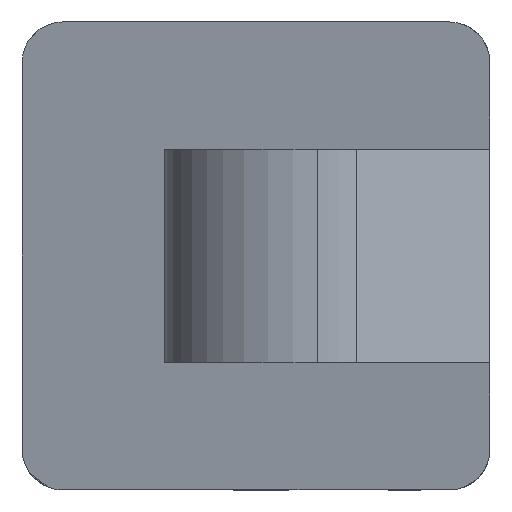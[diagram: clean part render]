
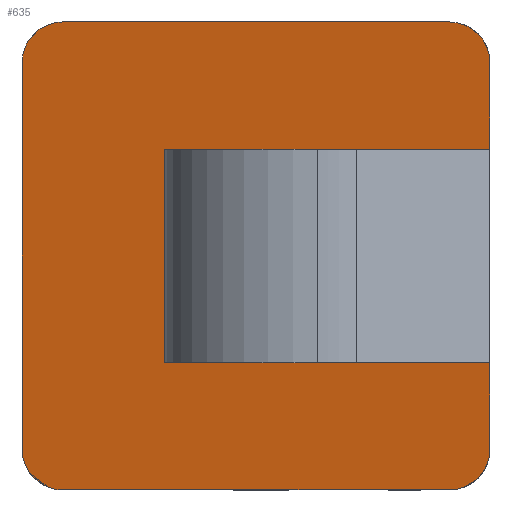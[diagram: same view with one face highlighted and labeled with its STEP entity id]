
A CAD part, left-side view. The second image highlights one B-rep face of the part: STEP entity #635.
In plain terms, the highlighted free-form (B-spline) face has degree [1, 1] with [2, 2] control points.
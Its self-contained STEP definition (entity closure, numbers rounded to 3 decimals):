
#222 = EDGE_CURVE('',#223,#225,#227,.T.);
#223 = VERTEX_POINT('',#224);
#224 = CARTESIAN_POINT('',(2.25,-1.455,2.578
    ));
#225 = VERTEX_POINT('',#226);
#226 = CARTESIAN_POINT('',(3.392,2.806,2.578)
  );
#227 = B_SPLINE_CURVE_WITH_KNOTS('',1,(#228,#229),.UNSPECIFIED.,.F.,.F.,
  (2,2),(0.526,5.524),.PIECEWISE_BEZIER_KNOTS.);
#228 = CARTESIAN_POINT('',(2.25,-1.455,2.578
    ));
#229 = CARTESIAN_POINT('',(3.392,2.806,2.578)
  );
#261 = VERTEX_POINT('',#262);
#262 = CARTESIAN_POINT('',(3.091,1.684,-1.177)
  );
#275 = VERTEX_POINT('',#276);
#276 = CARTESIAN_POINT('',(3.091,1.684,1.177)
  );
#281 = EDGE_CURVE('',#275,#261,#282,.T.);
#282 = B_SPLINE_CURVE_WITH_KNOTS('',1,(#283,#284),.UNSPECIFIED.,.F.,.F.,
  (2,2),(-0.,2.667),.PIECEWISE_BEZIER_KNOTS.);
#283 = CARTESIAN_POINT('',(3.091,1.684,1.177)
  );
#284 = CARTESIAN_POINT('',(3.091,1.684,-1.177)
  );
#346 = EDGE_CURVE('',#347,#349,#351,.T.);
#347 = VERTEX_POINT('',#348);
#348 = CARTESIAN_POINT('',(2.13,-1.903,-1.177
    ));
#349 = VERTEX_POINT('',#350);
#350 = CARTESIAN_POINT('',(2.13,-1.903,
    -2.13));
#351 = B_SPLINE_CURVE_WITH_KNOTS('',1,(#352,#353),.UNSPECIFIED.,.F.,.F.,
  (2,2),(4.255,5.334),.PIECEWISE_BEZIER_KNOTS.);
#352 = CARTESIAN_POINT('',(2.13,-1.903,-1.177
    ));
#353 = CARTESIAN_POINT('',(2.13,-1.903,
    -2.13));
#415 = VERTEX_POINT('',#416);
#416 = CARTESIAN_POINT('',(2.13,-1.903,2.13
    ));
#421 = EDGE_CURVE('',#415,#422,#424,.T.);
#422 = VERTEX_POINT('',#423);
#423 = CARTESIAN_POINT('',(2.13,-1.903,1.177)
  );
#424 = B_SPLINE_CURVE_WITH_KNOTS('',1,(#425,#426),.UNSPECIFIED.,.F.,.F.,
  (2,2),(0.508,1.588),.PIECEWISE_BEZIER_KNOTS.);
#425 = CARTESIAN_POINT('',(2.13,-1.903,2.13
    ));
#426 = CARTESIAN_POINT('',(2.13,-1.903,1.177)
  );
#484 = EDGE_CURVE('',#422,#275,#485,.T.);
#485 = B_SPLINE_CURVE_WITH_KNOTS('',1,(#486,#487),.UNSPECIFIED.,.F.,.F.,
  (2,2),(-1.458,2.749),.PIECEWISE_BEZIER_KNOTS.);
#486 = CARTESIAN_POINT('',(2.13,-1.903,1.177)
  );
#487 = CARTESIAN_POINT('',(3.091,1.684,1.177)
  );
#502 = EDGE_CURVE('',#347,#261,#503,.T.);
#503 = B_SPLINE_CURVE_WITH_KNOTS('',1,(#504,#505),.UNSPECIFIED.,.F.,.F.,
  (2,2),(-1.458,2.749),.PIECEWISE_BEZIER_KNOTS.);
#504 = CARTESIAN_POINT('',(2.13,-1.903,-1.177
    ));
#505 = CARTESIAN_POINT('',(3.091,1.684,-1.177)
  );
#563 = VERTEX_POINT('',#564);
#564 = CARTESIAN_POINT('',(3.511,3.253,-2.13
    ));
#569 = EDGE_CURVE('',#570,#563,#572,.T.);
#570 = VERTEX_POINT('',#571);
#571 = CARTESIAN_POINT('',(3.511,3.253,2.13)
  );
#572 = B_SPLINE_CURVE_WITH_KNOTS('',1,(#573,#574),.UNSPECIFIED.,.F.,.F.,
  (2,2),(0.508,5.334),.PIECEWISE_BEZIER_KNOTS.);
#573 = CARTESIAN_POINT('',(3.511,3.253,2.13)
  );
#574 = CARTESIAN_POINT('',(3.511,3.253,-2.13
    ));
#635 = ADVANCED_FACE('',(#636),#682,.T.);
#636 = FACE_BOUND('',#637,.T.);
#637 = EDGE_LOOP('',(#638,#639,#648,#655,#662,#663,#664,#665,#666,#667,
    #674,#675));
#638 = ORIENTED_EDGE('',*,*,#569,.T.);
#639 = ORIENTED_EDGE('',*,*,#640,.T.);
#640 = EDGE_CURVE('',#563,#641,#643,.T.);
#641 = VERTEX_POINT('',#642);
#642 = CARTESIAN_POINT('',(3.392,2.806,-2.578
    ));
#643 = ( BOUNDED_CURVE() B_SPLINE_CURVE(3,(#644,#645,#646,#647),
.UNSPECIFIED.,.F.,.F.) B_SPLINE_CURVE_WITH_KNOTS((4,4),(0.,
1.571),.PIECEWISE_BEZIER_KNOTS.) CURVE() 
GEOMETRIC_REPRESENTATION_ITEM() RATIONAL_B_SPLINE_CURVE((1.,
0.805,0.805,1.)) REPRESENTATION_ITEM('') );
#644 = CARTESIAN_POINT('',(3.511,3.253,-2.13
    ));
#645 = CARTESIAN_POINT('',(3.511,3.253,-2.392
    ));
#646 = CARTESIAN_POINT('',(3.462,3.068,-2.578
    ));
#647 = CARTESIAN_POINT('',(3.392,2.806,-2.578
    ));
#648 = ORIENTED_EDGE('',*,*,#649,.F.);
#649 = EDGE_CURVE('',#650,#641,#652,.T.);
#650 = VERTEX_POINT('',#651);
#651 = CARTESIAN_POINT('',(2.25,-1.455,
    -2.578));
#652 = B_SPLINE_CURVE_WITH_KNOTS('',1,(#653,#654),.UNSPECIFIED.,.F.,.F.,
  (2,2),(0.526,5.524),.PIECEWISE_BEZIER_KNOTS.);
#653 = CARTESIAN_POINT('',(2.25,-1.455,
    -2.578));
#654 = CARTESIAN_POINT('',(3.392,2.806,-2.578
    ));
#655 = ORIENTED_EDGE('',*,*,#656,.T.);
#656 = EDGE_CURVE('',#650,#349,#657,.T.);
#657 = ( BOUNDED_CURVE() B_SPLINE_CURVE(3,(#658,#659,#660,#661),
.UNSPECIFIED.,.F.,.F.) B_SPLINE_CURVE_WITH_KNOTS((4,4),(4.712,
6.283),.PIECEWISE_BEZIER_KNOTS.) CURVE() 
GEOMETRIC_REPRESENTATION_ITEM() RATIONAL_B_SPLINE_CURVE((1.,
0.805,0.805,1.)) REPRESENTATION_ITEM('') );
#658 = CARTESIAN_POINT('',(2.25,-1.455,
    -2.578));
#659 = CARTESIAN_POINT('',(2.179,-1.718,
    -2.578));
#660 = CARTESIAN_POINT('',(2.13,-1.903,
    -2.392));
#661 = CARTESIAN_POINT('',(2.13,-1.903,
    -2.13));
#662 = ORIENTED_EDGE('',*,*,#346,.F.);
#663 = ORIENTED_EDGE('',*,*,#502,.T.);
#664 = ORIENTED_EDGE('',*,*,#281,.F.);
#665 = ORIENTED_EDGE('',*,*,#484,.F.);
#666 = ORIENTED_EDGE('',*,*,#421,.F.);
#667 = ORIENTED_EDGE('',*,*,#668,.T.);
#668 = EDGE_CURVE('',#415,#223,#669,.T.);
#669 = ( BOUNDED_CURVE() B_SPLINE_CURVE(3,(#670,#671,#672,#673),
.UNSPECIFIED.,.F.,.F.) B_SPLINE_CURVE_WITH_KNOTS((4,4),(3.142,
4.712),.PIECEWISE_BEZIER_KNOTS.) CURVE() 
GEOMETRIC_REPRESENTATION_ITEM() RATIONAL_B_SPLINE_CURVE((1.,
0.805,0.805,1.)) REPRESENTATION_ITEM('') );
#670 = CARTESIAN_POINT('',(2.13,-1.903,2.13
    ));
#671 = CARTESIAN_POINT('',(2.13,-1.903,2.392
    ));
#672 = CARTESIAN_POINT('',(2.179,-1.718,2.578
    ));
#673 = CARTESIAN_POINT('',(2.25,-1.455,2.578
    ));
#674 = ORIENTED_EDGE('',*,*,#222,.T.);
#675 = ORIENTED_EDGE('',*,*,#676,.T.);
#676 = EDGE_CURVE('',#225,#570,#677,.T.);
#677 = ( BOUNDED_CURVE() B_SPLINE_CURVE(3,(#678,#679,#680,#681),
.UNSPECIFIED.,.F.,.F.) B_SPLINE_CURVE_WITH_KNOTS((4,4),(1.571,
3.142),.PIECEWISE_BEZIER_KNOTS.) CURVE() 
GEOMETRIC_REPRESENTATION_ITEM() RATIONAL_B_SPLINE_CURVE((1.,
0.805,0.805,1.)) REPRESENTATION_ITEM('') );
#678 = CARTESIAN_POINT('',(3.392,2.806,2.578)
  );
#679 = CARTESIAN_POINT('',(3.462,3.068,2.578)
  );
#680 = CARTESIAN_POINT('',(3.511,3.253,2.392)
  );
#681 = CARTESIAN_POINT('',(3.511,3.253,2.13)
  );
#682 = B_SPLINE_SURFACE_WITH_KNOTS('',1,1,(
    (#683,#684)
    ,(#685,#686
    )),.UNSPECIFIED.,.F.,.F.,.F.,(2,2),(2,2),(-6.048,
    0.),(-5.842,0.),
  .PIECEWISE_BEZIER_KNOTS.);
#683 = CARTESIAN_POINT('',(3.511,3.253,-2.578
    ));
#684 = CARTESIAN_POINT('',(3.511,3.253,2.578)
  );
#685 = CARTESIAN_POINT('',(2.13,-1.903,
    -2.578));
#686 = CARTESIAN_POINT('',(2.13,-1.903,2.578
    ));
